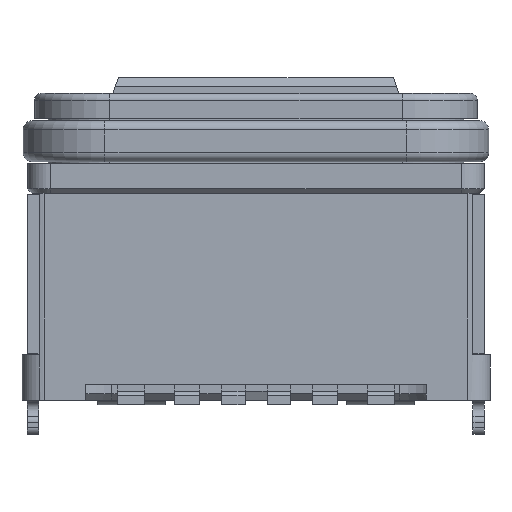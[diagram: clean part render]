
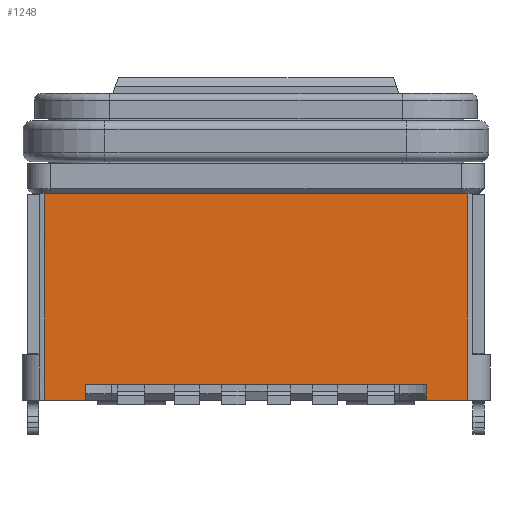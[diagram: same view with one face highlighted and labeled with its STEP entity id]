
A CAD part, front view. The second image highlights one B-rep face of the part: STEP entity #1248.
In plain terms, the highlighted planar face has unit normal (0, -1, 0).
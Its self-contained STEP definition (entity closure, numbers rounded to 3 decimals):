
#1248=ADVANCED_FACE('',(#2661),#1951,.F.);
#1951=PLANE('',#15891);
#2661=FACE_OUTER_BOUND('',#3520,.T.);
#3520=EDGE_LOOP('',(#6894,#6895,#6896,#6897,#6898,#6899,#6900,#6901));
#3811=B_SPLINE_CURVE_WITH_KNOTS('',3,(#23308,#23309,#23310,#23311),
 .UNSPECIFIED.,.F.,.F.,(4,4),(0.,1.),.UNSPECIFIED.);
#6894=ORIENTED_EDGE('',*,*,#10890,.T.);
#6895=ORIENTED_EDGE('',*,*,#11145,.F.);
#6896=ORIENTED_EDGE('',*,*,#10947,.F.);
#6897=ORIENTED_EDGE('',*,*,#10948,.F.);
#6898=ORIENTED_EDGE('',*,*,#10942,.T.);
#6899=ORIENTED_EDGE('',*,*,#11151,.F.);
#6900=ORIENTED_EDGE('',*,*,#10794,.T.);
#6901=ORIENTED_EDGE('',*,*,#11164,.F.);
#9009=VERTEX_POINT('',#23082);
#9011=VERTEX_POINT('',#23087);
#9080=VERTEX_POINT('',#23307);
#9081=VERTEX_POINT('',#23312);
#9108=VERTEX_POINT('',#23418);
#9109=VERTEX_POINT('',#23420);
#9110=VERTEX_POINT('',#23424);
#9111=VERTEX_POINT('',#23427);
#10794=EDGE_CURVE('',#9009,#9011,#12776,.T.);
#10890=EDGE_CURVE('',#9081,#9080,#3811,.T.);
#10942=EDGE_CURVE('',#9109,#9108,#12878,.T.);
#10947=EDGE_CURVE('',#9111,#9110,#12883,.T.);
#10948=EDGE_CURVE('',#9109,#9111,#12884,.T.);
#11145=EDGE_CURVE('',#9110,#9080,#13023,.T.);
#11151=EDGE_CURVE('',#9009,#9108,#13029,.T.);
#11164=EDGE_CURVE('',#9081,#9011,#13040,.T.);
#12776=LINE('',#23088,#14504);
#12878=LINE('',#23419,#14606);
#12883=LINE('',#23428,#14611);
#12884=LINE('',#23430,#14612);
#13023=LINE('',#24009,#14751);
#13029=LINE('',#24015,#14757);
#13040=LINE('',#24039,#14768);
#14504=VECTOR('',#18504,1.);
#14606=VECTOR('',#18774,1.);
#14611=VECTOR('',#18781,1.);
#14612=VECTOR('',#18784,1.);
#14751=VECTOR('',#19141,1.);
#14757=VECTOR('',#19147,1.);
#14768=VECTOR('',#19174,1.);
#15891=AXIS2_PLACEMENT_3D('',#24040,#19175,#19176);
#18504=DIRECTION('',(0.,0.,1.));
#18774=DIRECTION('',(0.,0.,-1.));
#18781=DIRECTION('',(0.,0.,-1.));
#18784=DIRECTION('',(-1.,0.,0.));
#19141=DIRECTION('',(-1.,0.,0.));
#19147=DIRECTION('',(-1.,0.,0.));
#19174=DIRECTION('',(1.,0.,0.));
#19175=DIRECTION('',(0.,1.,0.));
#19176=DIRECTION('',(1.,0.,0.));
#23082=CARTESIAN_POINT('',(-3.305,-3.09,1.4));
#23087=CARTESIAN_POINT('',(-3.305,-3.09,5.95));
#23088=CARTESIAN_POINT('',(-3.305,-3.09,2.4));
#23307=CARTESIAN_POINT('',(-12.605,-3.09,1.4));
#23308=CARTESIAN_POINT('',(-12.605,-3.09,5.95));
#23309=CARTESIAN_POINT('',(-12.605,-3.09,4.433));
#23310=CARTESIAN_POINT('',(-12.605,-3.09,2.917));
#23311=CARTESIAN_POINT('',(-12.605,-3.09,1.4));
#23312=CARTESIAN_POINT('',(-12.605,-3.09,5.95));
#23418=CARTESIAN_POINT('',(-4.205,-3.09,1.4));
#23419=CARTESIAN_POINT('',(-4.205,-3.09,1.82));
#23420=CARTESIAN_POINT('',(-4.205,-3.09,1.75));
#23424=CARTESIAN_POINT('',(-11.705,-3.09,1.4));
#23427=CARTESIAN_POINT('',(-11.705,-3.09,1.75));
#23428=CARTESIAN_POINT('',(-11.705,-3.09,1.9));
#23430=CARTESIAN_POINT('',(-4.205,-3.09,1.75));
#24009=CARTESIAN_POINT('',(-11.304,-3.09,1.4));
#24015=CARTESIAN_POINT('',(-12.812,-3.09,1.4));
#24039=CARTESIAN_POINT('',(-11.304,-3.09,5.95));
#24040=CARTESIAN_POINT('',(-11.304,-3.09,1.82));
